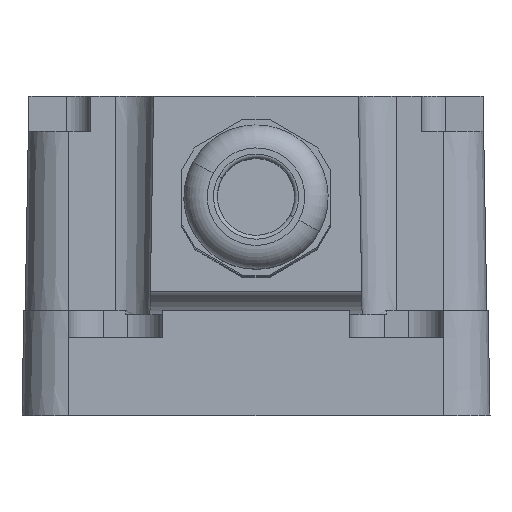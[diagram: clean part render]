
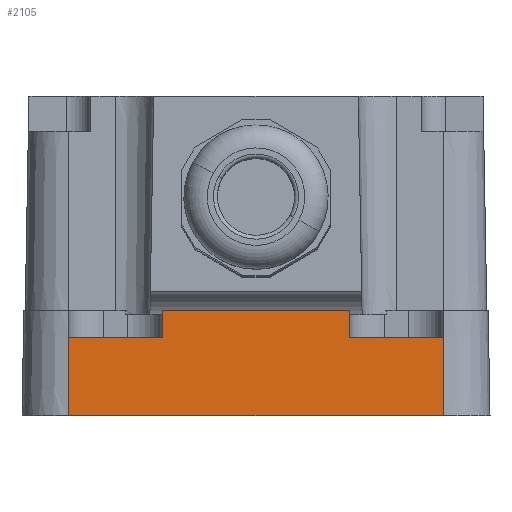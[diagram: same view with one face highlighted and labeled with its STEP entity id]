
A CAD part, front view. The second image highlights one B-rep face of the part: STEP entity #2105.
In plain terms, the highlighted planar face has unit normal (0, -1, 0.018).
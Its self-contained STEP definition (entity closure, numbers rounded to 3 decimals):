
#2053=AXIS2_PLACEMENT_3D('Plane Axis2P3D',#2050,#2051,#2052) ;
#1437=CARTESIAN_POINT('Vertex',(54.,25.949,0.)) ;
#1440=CARTESIAN_POINT('Line Origine',(30.,25.949,0.)) ;
#1444=CARTESIAN_POINT('Vertex',(6.,25.949,0.)) ;
#2029=CARTESIAN_POINT('Line Origine',(6.,26.067,6.75)) ;
#2033=CARTESIAN_POINT('Vertex',(6.,26.124,10.)) ;
#2050=CARTESIAN_POINT('Axis2P3D Location',(30.,25.949,0.)) ;
#2055=CARTESIAN_POINT('Line Origine',(54.,26.067,6.75)) ;
#2059=CARTESIAN_POINT('Vertex',(54.,26.124,10.)) ;
#2062=CARTESIAN_POINT('Line Origine',(30.,26.124,10.)) ;
#2066=CARTESIAN_POINT('Vertex',(42.,26.124,10.)) ;
#2069=CARTESIAN_POINT('Line Origine',(42.,26.067,6.75)) ;
#2073=CARTESIAN_POINT('Vertex',(42.,26.185,13.5)) ;
#2076=CARTESIAN_POINT('Line Origine',(30.,26.185,13.5)) ;
#2080=CARTESIAN_POINT('Vertex',(18.,26.185,13.5)) ;
#2083=CARTESIAN_POINT('Line Origine',(18.,26.067,6.75)) ;
#2087=CARTESIAN_POINT('Vertex',(18.,26.124,10.)) ;
#2090=CARTESIAN_POINT('Line Origine',(30.,26.124,10.)) ;
#1441=DIRECTION('Vector Direction',(1.,0.,0.)) ;
#2030=DIRECTION('Vector Direction',(0.,-0.017,-1.)) ;
#2051=DIRECTION('Axis2P3D Direction',(0.,1.,-0.017)) ;
#2052=DIRECTION('Axis2P3D XDirection',(1.,0.,0.)) ;
#2056=DIRECTION('Vector Direction',(0.,-0.017,-1.)) ;
#2063=DIRECTION('Vector Direction',(1.,0.,0.)) ;
#2070=DIRECTION('Vector Direction',(0.,-0.017,-1.)) ;
#2077=DIRECTION('Vector Direction',(1.,0.,0.)) ;
#2084=DIRECTION('Vector Direction',(0.,-0.017,-1.)) ;
#2091=DIRECTION('Vector Direction',(1.,0.,0.)) ;
#1442=VECTOR('Line Direction',#1441,1.) ;
#2031=VECTOR('Line Direction',#2030,1.) ;
#2057=VECTOR('Line Direction',#2056,1.) ;
#2064=VECTOR('Line Direction',#2063,1.) ;
#2071=VECTOR('Line Direction',#2070,1.) ;
#2078=VECTOR('Line Direction',#2077,1.) ;
#2085=VECTOR('Line Direction',#2084,1.) ;
#2092=VECTOR('Line Direction',#2091,1.) ;
#2096=ORIENTED_EDGE('',*,*,#2035,.F.) ;
#2097=ORIENTED_EDGE('',*,*,#1446,.F.) ;
#2098=ORIENTED_EDGE('',*,*,#2061,.T.) ;
#2099=ORIENTED_EDGE('',*,*,#2068,.T.) ;
#2100=ORIENTED_EDGE('',*,*,#2075,.F.) ;
#2101=ORIENTED_EDGE('',*,*,#2082,.F.) ;
#2102=ORIENTED_EDGE('',*,*,#2089,.T.) ;
#2103=ORIENTED_EDGE('',*,*,#2094,.F.) ;
#2105=ADVANCED_FACE('Hauptk\X2\00F6\X0\rper',(#2104),#2054,.F.) ;
#1446=EDGE_CURVE('',#1438,#1445,#1443,.F.) ;
#2035=EDGE_CURVE('',#1445,#2034,#2032,.F.) ;
#2061=EDGE_CURVE('',#1438,#2060,#2058,.F.) ;
#2068=EDGE_CURVE('',#2060,#2067,#2065,.F.) ;
#2075=EDGE_CURVE('',#2074,#2067,#2072,.T.) ;
#2082=EDGE_CURVE('',#2081,#2074,#2079,.T.) ;
#2089=EDGE_CURVE('',#2081,#2088,#2086,.T.) ;
#2094=EDGE_CURVE('',#2034,#2088,#2093,.T.) ;
#2095=EDGE_LOOP('',(#2096,#2097,#2098,#2099,#2100,#2101,#2102,#2103)) ;
#2104=FACE_OUTER_BOUND('',#2095,.T.) ;
#1443=LINE('Line',#1440,#1442) ;
#2032=LINE('Line',#2029,#2031) ;
#2058=LINE('Line',#2055,#2057) ;
#2065=LINE('Line',#2062,#2064) ;
#2072=LINE('Line',#2069,#2071) ;
#2079=LINE('Line',#2076,#2078) ;
#2086=LINE('Line',#2083,#2085) ;
#2093=LINE('Line',#2090,#2092) ;
#2054=PLANE('',#2053) ;
#1438=VERTEX_POINT('',#1437) ;
#1445=VERTEX_POINT('',#1444) ;
#2034=VERTEX_POINT('',#2033) ;
#2060=VERTEX_POINT('',#2059) ;
#2067=VERTEX_POINT('',#2066) ;
#2074=VERTEX_POINT('',#2073) ;
#2081=VERTEX_POINT('',#2080) ;
#2088=VERTEX_POINT('',#2087) ;
